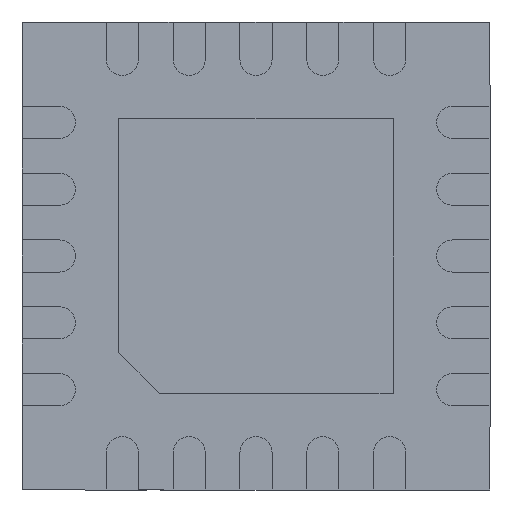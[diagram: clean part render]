
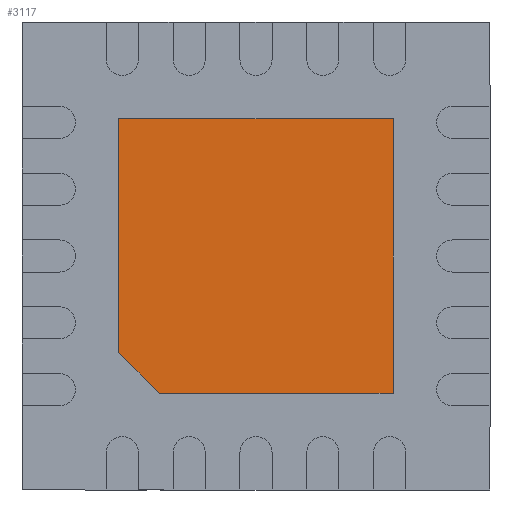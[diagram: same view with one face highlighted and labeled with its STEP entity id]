
A CAD part, front view. The second image highlights one B-rep face of the part: STEP entity #3117.
In plain terms, the highlighted planar face has unit normal (0, -1, 0).
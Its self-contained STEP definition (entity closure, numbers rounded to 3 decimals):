
#72 = LINE ( 'NONE', #5114, #6769 ) ;
#146 = VECTOR ( 'NONE', #1329, 1000. ) ;
#896 = EDGE_CURVE ( 'NONE', #2169, #3106, #72, .T. ) ;
#1040 = PLANE ( 'NONE',  #4638 ) ;
#1204 = CARTESIAN_POINT ( 'NONE',  ( 1.025, 0., 1.025 ) ) ;
#1329 = DIRECTION ( 'NONE',  ( 0.707, 0., -0.707 ) ) ;
#1350 = CARTESIAN_POINT ( 'NONE',  ( -0.725, 0., -1.025 ) ) ;
#1572 = CARTESIAN_POINT ( 'NONE',  ( 1.025, 0., -1.025 ) ) ;
#1734 = ORIENTED_EDGE ( 'NONE', *, *, #4382, .T. ) ;
#2169 = VERTEX_POINT ( 'NONE', #1204 ) ;
#2247 = CARTESIAN_POINT ( 'NONE',  ( 1.025, 0., -1.025 ) ) ;
#2323 = CARTESIAN_POINT ( 'NONE',  ( -1.025, 0., -0.725 ) ) ;
#2346 = LINE ( 'NONE', #2323, #6209 ) ;
#2542 = CARTESIAN_POINT ( 'NONE',  ( -1.025, 0., -0.725 ) ) ;
#2615 = LINE ( 'NONE', #1572, #5354 ) ;
#3028 = CARTESIAN_POINT ( 'NONE',  ( 0., 0., 0. ) ) ;
#3074 = EDGE_CURVE ( 'NONE', #3106, #3312, #2346, .T. ) ;
#3106 = VERTEX_POINT ( 'NONE', #3111 ) ;
#3111 = CARTESIAN_POINT ( 'NONE',  ( -1.025, 0., 1.025 ) ) ;
#3117 = ADVANCED_FACE ( 'NONE', ( #5496 ), #1040, .T. ) ;
#3267 = EDGE_CURVE ( 'NONE', #3771, #2169, #4934, .T. ) ;
#3312 = VERTEX_POINT ( 'NONE', #2542 ) ;
#3489 = EDGE_LOOP ( 'NONE', ( #3606, #6503, #1734, #6819, #6711 ) ) ;
#3606 = ORIENTED_EDGE ( 'NONE', *, *, #3074, .T. ) ;
#3771 = VERTEX_POINT ( 'NONE', #2247 ) ;
#3831 = DIRECTION ( 'NONE',  ( 0., 0., 1. ) ) ;
#4261 = DIRECTION ( 'NONE',  ( 1., 0., 0. ) ) ;
#4382 = EDGE_CURVE ( 'NONE', #8388, #3771, #2615, .T. ) ;
#4638 = AXIS2_PLACEMENT_3D ( 'NONE', #3028, #5725, #6479 ) ;
#4842 = DIRECTION ( 'NONE',  ( 0., 0., -1. ) ) ;
#4934 = LINE ( 'NONE', #6627, #7357 ) ;
#5114 = CARTESIAN_POINT ( 'NONE',  ( 1.025, 0., 1.025 ) ) ;
#5354 = VECTOR ( 'NONE', #4261, 1000. ) ;
#5496 = FACE_OUTER_BOUND ( 'NONE', #3489, .T. ) ;
#5725 = DIRECTION ( 'NONE',  ( 0., -1., 0. ) ) ;
#6126 = LINE ( 'NONE', #1350, #146 ) ;
#6209 = VECTOR ( 'NONE', #4842, 1000. ) ;
#6479 = DIRECTION ( 'NONE',  ( 0., 0., -1. ) ) ;
#6503 = ORIENTED_EDGE ( 'NONE', *, *, #8152, .T. ) ;
#6627 = CARTESIAN_POINT ( 'NONE',  ( 1.025, 0., -1.025 ) ) ;
#6711 = ORIENTED_EDGE ( 'NONE', *, *, #896, .T. ) ;
#6769 = VECTOR ( 'NONE', #7026, 1000. ) ;
#6819 = ORIENTED_EDGE ( 'NONE', *, *, #3267, .T. ) ;
#6943 = CARTESIAN_POINT ( 'NONE',  ( -0.725, 0., -1.025 ) ) ;
#7026 = DIRECTION ( 'NONE',  ( -1., 0., 0. ) ) ;
#7357 = VECTOR ( 'NONE', #3831, 1000. ) ;
#8152 = EDGE_CURVE ( 'NONE', #3312, #8388, #6126, .T. ) ;
#8388 = VERTEX_POINT ( 'NONE', #6943 ) ;
